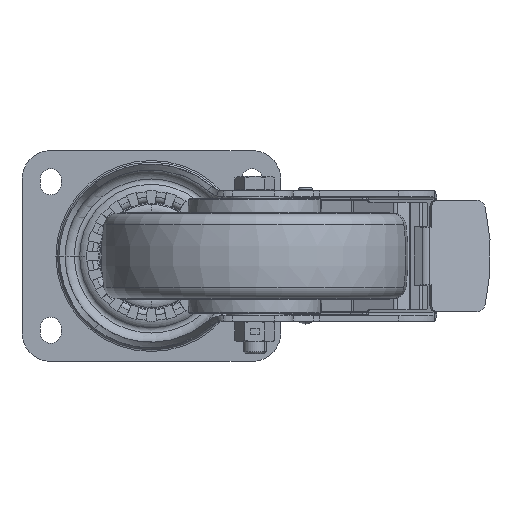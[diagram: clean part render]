
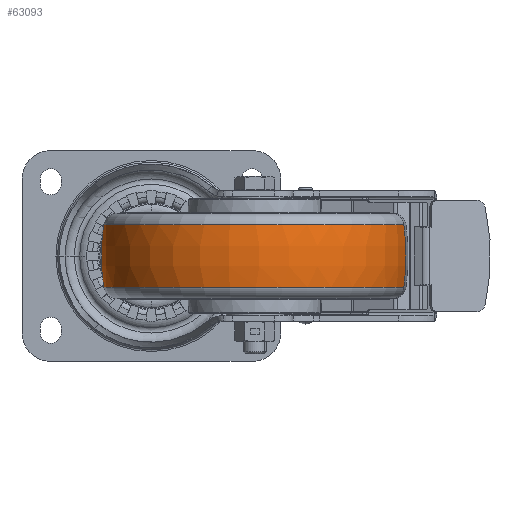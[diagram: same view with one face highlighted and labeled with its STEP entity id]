
A CAD part, front view. The second image highlights one B-rep face of the part: STEP entity #63093.
In plain terms, the highlighted toroidal (fillet/blend) face has major radius 30 mm and minor radius 110 mm.
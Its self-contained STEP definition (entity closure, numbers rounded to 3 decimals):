
#1979 = AXIS2_PLACEMENT_3D ( 'NONE', #51112, #57394, #56227 ) ;
#2230 = AXIS2_PLACEMENT_3D ( 'NONE', #56430, #73787, #73370 ) ;
#2995 = VERTEX_POINT ( 'NONE', #46743 ) ;
#3069 = VERTEX_POINT ( 'NONE', #71571 ) ;
#3754 = CARTESIAN_POINT ( 'NONE',  ( -89.252, -110., 95.157 ) ) ;
#4696 = CIRCLE ( 'NONE', #56266, 110. ) ;
#6014 = TOROIDAL_SURFACE ( 'NONE', #2230, -30., 110. ) ;
#6443 = ORIENTED_EDGE ( 'NONE', *, *, #75904, .T. ) ;
#11505 = CIRCLE ( 'NONE', #22805, 110. ) ;
#12573 = CARTESIAN_POINT ( 'NONE',  ( -59.677, -115.03, 78.868 ) ) ;
#13035 = CIRCLE ( 'NONE', #26876, 78.787 ) ;
#18881 = EDGE_LOOP ( 'NONE', ( #20091, #6443, #77018, #54527 ) ) ;
#20091 = ORIENTED_EDGE ( 'NONE', *, *, #54106, .T. ) ;
#22281 = DIRECTION ( 'NONE',  ( -0.986, 0.168, 0. ) ) ;
#22769 = EDGE_CURVE ( 'NONE', #67671, #3069, #13035, .T. ) ;
#22805 = AXIS2_PLACEMENT_3D ( 'NONE', #12573, #31458, #37720 ) ;
#26876 = AXIS2_PLACEMENT_3D ( 'NONE', #3754, #40337, #22281 ) ;
#29475 = CARTESIAN_POINT ( 'NONE',  ( -166.924, -96.791, 95.157 ) ) ;
#31458 = DIRECTION ( 'NONE',  ( 0.168, 0.986, 0. ) ) ;
#32023 = FACE_OUTER_BOUND ( 'NONE', #18881, .T. ) ;
#36848 = EDGE_CURVE ( 'NONE', #2995, #67671, #11505, .T. ) ;
#37720 = DIRECTION ( 'NONE',  ( 0.986, -0.168, 0. ) ) ;
#40337 = DIRECTION ( 'NONE',  ( 0., 0., 1. ) ) ;
#44537 = CARTESIAN_POINT ( 'NONE',  ( -118.827, -104.97, 78.868 ) ) ;
#46743 = CARTESIAN_POINT ( 'NONE',  ( -166.924, -96.791, 62.578 ) ) ;
#51112 = CARTESIAN_POINT ( 'NONE',  ( -89.252, -110., 62.578 ) ) ;
#54106 = EDGE_CURVE ( 'NONE', #2995, #71035, #59905, .T. ) ;
#54527 = ORIENTED_EDGE ( 'NONE', *, *, #36848, .F. ) ;
#56227 = DIRECTION ( 'NONE',  ( -0.986, 0.168, 0. ) ) ;
#56266 = AXIS2_PLACEMENT_3D ( 'NONE', #44537, #57535, #68602 ) ;
#56430 = CARTESIAN_POINT ( 'NONE',  ( -89.252, -110., 78.868 ) ) ;
#57394 = DIRECTION ( 'NONE',  ( 0., 0., 1. ) ) ;
#57535 = DIRECTION ( 'NONE',  ( -0.168, -0.986, 0. ) ) ;
#59905 = CIRCLE ( 'NONE', #1979, 78.787 ) ;
#63093 = ADVANCED_FACE ( 'NONE', ( #32023 ), #6014, .T. ) ;
#64170 = CARTESIAN_POINT ( 'NONE',  ( -11.58, -123.209, 62.578 ) ) ;
#67671 = VERTEX_POINT ( 'NONE', #29475 ) ;
#68602 = DIRECTION ( 'NONE',  ( -0.986, 0.168, 0. ) ) ;
#71035 = VERTEX_POINT ( 'NONE', #64170 ) ;
#71571 = CARTESIAN_POINT ( 'NONE',  ( -11.58, -123.209, 95.157 ) ) ;
#73370 = DIRECTION ( 'NONE',  ( -0.986, 0.168, 0. ) ) ;
#73787 = DIRECTION ( 'NONE',  ( 0., 0., 1. ) ) ;
#75904 = EDGE_CURVE ( 'NONE', #71035, #3069, #4696, .T. ) ;
#77018 = ORIENTED_EDGE ( 'NONE', *, *, #22769, .F. ) ;
